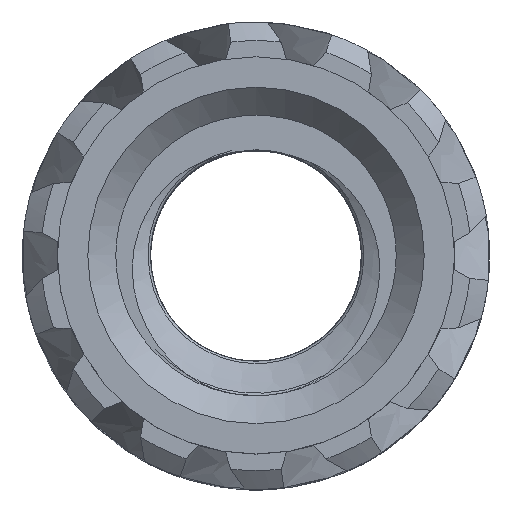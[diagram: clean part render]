
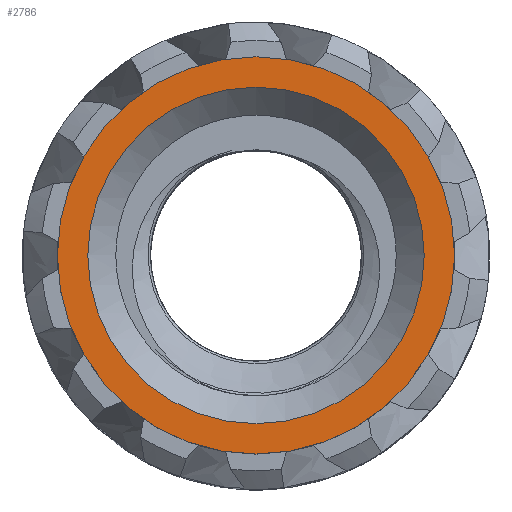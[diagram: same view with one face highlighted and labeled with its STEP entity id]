
A CAD part, top view. The second image highlights one B-rep face of the part: STEP entity #2786.
In plain terms, the highlighted planar face has unit normal (0, 0, 1).
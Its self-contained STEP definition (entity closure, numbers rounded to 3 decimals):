
#32=FACE_BOUND('',#361,.T.);
#37=PLANE('',#2988);
#178=FACE_OUTER_BOUND('',#360,.T.);
#360=EDGE_LOOP('',(#1882));
#361=EDGE_LOOP('',(#1883));
#529=CIRCLE('',#2987,1.8);
#530=CIRCLE('',#2989,2.125);
#1049=VERTEX_POINT('',#6870);
#1050=VERTEX_POINT('',#6874);
#1362=EDGE_CURVE('',#1049,#1049,#529,.T.);
#1364=EDGE_CURVE('',#1050,#1050,#530,.T.);
#1882=ORIENTED_EDGE('',*,*,#1364,.F.);
#1883=ORIENTED_EDGE('',*,*,#1362,.F.);
#2786=ADVANCED_FACE('',(#178,#32),#37,.T.);
#2987=AXIS2_PLACEMENT_3D('',#6871,#3243,#3244);
#2988=AXIS2_PLACEMENT_3D('',#6873,#3246,#3247);
#2989=AXIS2_PLACEMENT_3D('',#6875,#3248,#3249);
#3243=DIRECTION('center_axis',(0.,0.,1.));
#3244=DIRECTION('ref_axis',(-1.,0.,0.));
#3246=DIRECTION('center_axis',(0.,0.,1.));
#3247=DIRECTION('ref_axis',(1.,0.,0.));
#3248=DIRECTION('center_axis',(0.,0.,-1.));
#3249=DIRECTION('ref_axis',(1.,0.,0.));
#6870=CARTESIAN_POINT('',(1.8,0.,0.));
#6871=CARTESIAN_POINT('Origin',(0.,0.,0.));
#6873=CARTESIAN_POINT('Origin',(0.,2.125,0.));
#6874=CARTESIAN_POINT('',(0.,-2.125,0.));
#6875=CARTESIAN_POINT('Origin',(0.,0.,0.));
